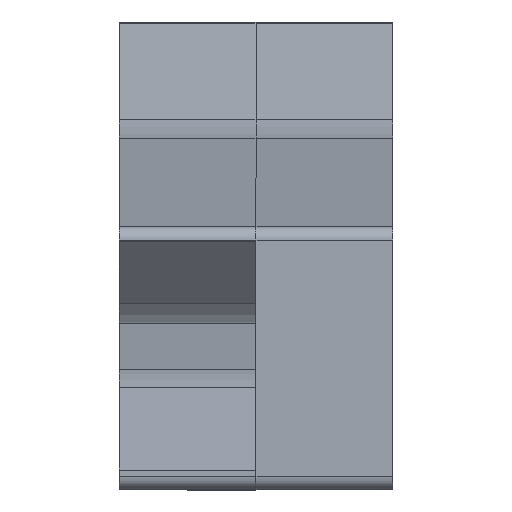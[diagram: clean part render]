
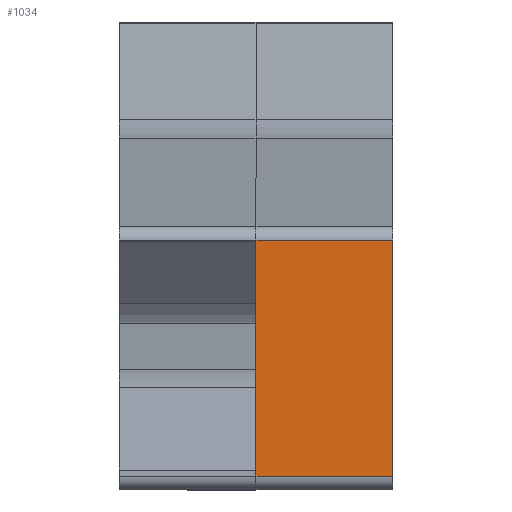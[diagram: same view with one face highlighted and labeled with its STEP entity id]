
A CAD part, left-side view. The second image highlights one B-rep face of the part: STEP entity #1034.
In plain terms, the highlighted planar face has unit normal (-1, 0, 0).
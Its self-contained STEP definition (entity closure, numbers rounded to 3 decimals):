
#43 = PLANE('',#44);
#44 = AXIS2_PLACEMENT_3D('',#45,#46,#47);
#45 = CARTESIAN_POINT('',(-8.8,3.2,6.));
#46 = DIRECTION('',(0.,0.,-1.));
#47 = DIRECTION('',(0.,1.,0.));
#762 = VERTEX_POINT('',#763);
#763 = CARTESIAN_POINT('',(-80.,-9.056,6.));
#782 = CYLINDRICAL_SURFACE('',#783,0.6);
#783 = AXIS2_PLACEMENT_3D('',#784,#785,#786);
#784 = CARTESIAN_POINT('',(-79.4,-9.056,0.));
#785 = DIRECTION('',(0.,0.,1.));
#786 = DIRECTION('',(-1.,0.,0.));
#794 = EDGE_CURVE('',#795,#762,#797,.T.);
#795 = VERTEX_POINT('',#796);
#796 = CARTESIAN_POINT('',(-80.,1.291,6.));
#797 = SURFACE_CURVE('',#798,(#802,#809),.PCURVE_S1.);
#798 = LINE('',#799,#800);
#799 = CARTESIAN_POINT('',(-80.,2.22,6.));
#800 = VECTOR('',#801,1.);
#801 = DIRECTION('',(0.,-1.,0.));
#802 = PCURVE('',#43,#803);
#803 = DEFINITIONAL_REPRESENTATION('',(#804),#808);
#804 = LINE('',#805,#806);
#805 = CARTESIAN_POINT('',(-0.98,-71.2));
#806 = VECTOR('',#807,1.);
#807 = DIRECTION('',(-1.,0.));
#808 = ( GEOMETRIC_REPRESENTATION_CONTEXT(2) 
PARAMETRIC_REPRESENTATION_CONTEXT() REPRESENTATION_CONTEXT('2D SPACE',''
  ) );
#809 = PCURVE('',#810,#815);
#810 = PLANE('',#811);
#811 = AXIS2_PLACEMENT_3D('',#812,#813,#814);
#812 = CARTESIAN_POINT('',(-80.,2.22,0.));
#813 = DIRECTION('',(1.,0.,0.));
#814 = DIRECTION('',(0.,-1.,0.));
#815 = DEFINITIONAL_REPRESENTATION('',(#816),#820);
#816 = LINE('',#817,#818);
#817 = CARTESIAN_POINT('',(0.,-6.));
#818 = VECTOR('',#819,1.);
#819 = DIRECTION('',(1.,0.));
#820 = ( GEOMETRIC_REPRESENTATION_CONTEXT(2) 
PARAMETRIC_REPRESENTATION_CONTEXT() REPRESENTATION_CONTEXT('2D SPACE',''
  ) );
#841 = CYLINDRICAL_SURFACE('',#842,0.6);
#842 = AXIS2_PLACEMENT_3D('',#843,#844,#845);
#843 = CARTESIAN_POINT('',(-79.4,1.291,0.));
#844 = DIRECTION('',(0.,0.,1.));
#845 = DIRECTION('',(0.411,0.911,0.));
#933 = VERTEX_POINT('',#934);
#934 = CARTESIAN_POINT('',(-80.,1.291,0.));
#959 = EDGE_CURVE('',#933,#795,#960,.T.);
#960 = SURFACE_CURVE('',#961,(#965,#972),.PCURVE_S1.);
#961 = LINE('',#962,#963);
#962 = CARTESIAN_POINT('',(-80.,1.291,0.));
#963 = VECTOR('',#964,1.);
#964 = DIRECTION('',(0.,0.,1.));
#965 = PCURVE('',#841,#966);
#966 = DEFINITIONAL_REPRESENTATION('',(#967),#971);
#967 = LINE('',#968,#969);
#968 = CARTESIAN_POINT('',(1.995,0.));
#969 = VECTOR('',#970,1.);
#970 = DIRECTION('',(0.,1.));
#971 = ( GEOMETRIC_REPRESENTATION_CONTEXT(2) 
PARAMETRIC_REPRESENTATION_CONTEXT() REPRESENTATION_CONTEXT('2D SPACE',''
  ) );
#972 = PCURVE('',#810,#973);
#973 = DEFINITIONAL_REPRESENTATION('',(#974),#978);
#974 = LINE('',#975,#976);
#975 = CARTESIAN_POINT('',(0.929,0.));
#976 = VECTOR('',#977,1.);
#977 = DIRECTION('',(0.,-1.));
#978 = ( GEOMETRIC_REPRESENTATION_CONTEXT(2) 
PARAMETRIC_REPRESENTATION_CONTEXT() REPRESENTATION_CONTEXT('2D SPACE',''
  ) );
#1034 = ADVANCED_FACE('',(#1035),#810,.F.);
#1035 = FACE_BOUND('',#1036,.F.);
#1036 = EDGE_LOOP('',(#1037,#1065,#1066,#1067,#1090,#1118));
#1037 = ORIENTED_EDGE('',*,*,#1038,.T.);
#1038 = EDGE_CURVE('',#1039,#933,#1041,.T.);
#1039 = VERTEX_POINT('',#1040);
#1040 = CARTESIAN_POINT('',(-80.,1.22,0.));
#1041 = SURFACE_CURVE('',#1042,(#1046,#1053),.PCURVE_S1.);
#1042 = LINE('',#1043,#1044);
#1043 = CARTESIAN_POINT('',(-80.,1.22,0.));
#1044 = VECTOR('',#1045,1.);
#1045 = DIRECTION('',(0.,1.,0.));
#1046 = PCURVE('',#810,#1047);
#1047 = DEFINITIONAL_REPRESENTATION('',(#1048),#1052);
#1048 = LINE('',#1049,#1050);
#1049 = CARTESIAN_POINT('',(1.,0.));
#1050 = VECTOR('',#1051,1.);
#1051 = DIRECTION('',(-1.,0.));
#1052 = ( GEOMETRIC_REPRESENTATION_CONTEXT(2) 
PARAMETRIC_REPRESENTATION_CONTEXT() REPRESENTATION_CONTEXT('2D SPACE',''
  ) );
#1053 = PCURVE('',#1054,#1059);
#1054 = PLANE('',#1055);
#1055 = AXIS2_PLACEMENT_3D('',#1056,#1057,#1058);
#1056 = CARTESIAN_POINT('',(-80.,1.22,0.));
#1057 = DIRECTION('',(1.,0.,0.));
#1058 = DIRECTION('',(0.,1.,0.));
#1059 = DEFINITIONAL_REPRESENTATION('',(#1060),#1064);
#1060 = LINE('',#1061,#1062);
#1061 = CARTESIAN_POINT('',(0.,0.));
#1062 = VECTOR('',#1063,1.);
#1063 = DIRECTION('',(1.,0.));
#1064 = ( GEOMETRIC_REPRESENTATION_CONTEXT(2) 
PARAMETRIC_REPRESENTATION_CONTEXT() REPRESENTATION_CONTEXT('2D SPACE',''
  ) );
#1065 = ORIENTED_EDGE('',*,*,#959,.T.);
#1066 = ORIENTED_EDGE('',*,*,#794,.T.);
#1067 = ORIENTED_EDGE('',*,*,#1068,.F.);
#1068 = EDGE_CURVE('',#1069,#762,#1071,.T.);
#1069 = VERTEX_POINT('',#1070);
#1070 = CARTESIAN_POINT('',(-80.,-9.056,0.));
#1071 = SURFACE_CURVE('',#1072,(#1076,#1083),.PCURVE_S1.);
#1072 = LINE('',#1073,#1074);
#1073 = CARTESIAN_POINT('',(-80.,-9.056,0.));
#1074 = VECTOR('',#1075,1.);
#1075 = DIRECTION('',(0.,0.,1.));
#1076 = PCURVE('',#810,#1077);
#1077 = DEFINITIONAL_REPRESENTATION('',(#1078),#1082);
#1078 = LINE('',#1079,#1080);
#1079 = CARTESIAN_POINT('',(11.276,0.));
#1080 = VECTOR('',#1081,1.);
#1081 = DIRECTION('',(0.,-1.));
#1082 = ( GEOMETRIC_REPRESENTATION_CONTEXT(2) 
PARAMETRIC_REPRESENTATION_CONTEXT() REPRESENTATION_CONTEXT('2D SPACE',''
  ) );
#1083 = PCURVE('',#782,#1084);
#1084 = DEFINITIONAL_REPRESENTATION('',(#1085),#1089);
#1085 = LINE('',#1086,#1087);
#1086 = CARTESIAN_POINT('',(0.,0.));
#1087 = VECTOR('',#1088,1.);
#1088 = DIRECTION('',(0.,1.));
#1089 = ( GEOMETRIC_REPRESENTATION_CONTEXT(2) 
PARAMETRIC_REPRESENTATION_CONTEXT() REPRESENTATION_CONTEXT('2D SPACE',''
  ) );
#1090 = ORIENTED_EDGE('',*,*,#1091,.F.);
#1091 = EDGE_CURVE('',#1092,#1069,#1094,.T.);
#1092 = VERTEX_POINT('',#1093);
#1093 = CARTESIAN_POINT('',(-80.,-8.78,0.));
#1094 = SURFACE_CURVE('',#1095,(#1099,#1106),.PCURVE_S1.);
#1095 = LINE('',#1096,#1097);
#1096 = CARTESIAN_POINT('',(-80.,-8.78,0.));
#1097 = VECTOR('',#1098,1.);
#1098 = DIRECTION('',(0.,-1.,0.));
#1099 = PCURVE('',#810,#1100);
#1100 = DEFINITIONAL_REPRESENTATION('',(#1101),#1105);
#1101 = LINE('',#1102,#1103);
#1102 = CARTESIAN_POINT('',(11.,0.));
#1103 = VECTOR('',#1104,1.);
#1104 = DIRECTION('',(1.,0.));
#1105 = ( GEOMETRIC_REPRESENTATION_CONTEXT(2) 
PARAMETRIC_REPRESENTATION_CONTEXT() REPRESENTATION_CONTEXT('2D SPACE',''
  ) );
#1106 = PCURVE('',#1107,#1112);
#1107 = PLANE('',#1108);
#1108 = AXIS2_PLACEMENT_3D('',#1109,#1110,#1111);
#1109 = CARTESIAN_POINT('',(-80.,-8.78,0.));
#1110 = DIRECTION('',(-1.,0.,0.));
#1111 = DIRECTION('',(0.,-1.,0.));
#1112 = DEFINITIONAL_REPRESENTATION('',(#1113),#1117);
#1113 = LINE('',#1114,#1115);
#1114 = CARTESIAN_POINT('',(0.,0.));
#1115 = VECTOR('',#1116,1.);
#1116 = DIRECTION('',(1.,0.));
#1117 = ( GEOMETRIC_REPRESENTATION_CONTEXT(2) 
PARAMETRIC_REPRESENTATION_CONTEXT() REPRESENTATION_CONTEXT('2D SPACE',''
  ) );
#1118 = ORIENTED_EDGE('',*,*,#1119,.F.);
#1119 = EDGE_CURVE('',#1039,#1092,#1120,.T.);
#1120 = SURFACE_CURVE('',#1121,(#1125,#1132),.PCURVE_S1.);
#1121 = LINE('',#1122,#1123);
#1122 = CARTESIAN_POINT('',(-80.,2.22,0.));
#1123 = VECTOR('',#1124,1.);
#1124 = DIRECTION('',(0.,-1.,0.));
#1125 = PCURVE('',#810,#1126);
#1126 = DEFINITIONAL_REPRESENTATION('',(#1127),#1131);
#1127 = LINE('',#1128,#1129);
#1128 = CARTESIAN_POINT('',(0.,0.));
#1129 = VECTOR('',#1130,1.);
#1130 = DIRECTION('',(1.,0.));
#1131 = ( GEOMETRIC_REPRESENTATION_CONTEXT(2) 
PARAMETRIC_REPRESENTATION_CONTEXT() REPRESENTATION_CONTEXT('2D SPACE',''
  ) );
#1132 = PCURVE('',#1133,#1138);
#1133 = PLANE('',#1134);
#1134 = AXIS2_PLACEMENT_3D('',#1135,#1136,#1137);
#1135 = CARTESIAN_POINT('',(-8.8,3.2,0.));
#1136 = DIRECTION('',(0.,0.,-1.));
#1137 = DIRECTION('',(0.,1.,0.));
#1138 = DEFINITIONAL_REPRESENTATION('',(#1139),#1143);
#1139 = LINE('',#1140,#1141);
#1140 = CARTESIAN_POINT('',(-0.98,-71.2));
#1141 = VECTOR('',#1142,1.);
#1142 = DIRECTION('',(-1.,0.));
#1143 = ( GEOMETRIC_REPRESENTATION_CONTEXT(2) 
PARAMETRIC_REPRESENTATION_CONTEXT() REPRESENTATION_CONTEXT('2D SPACE',''
  ) );
